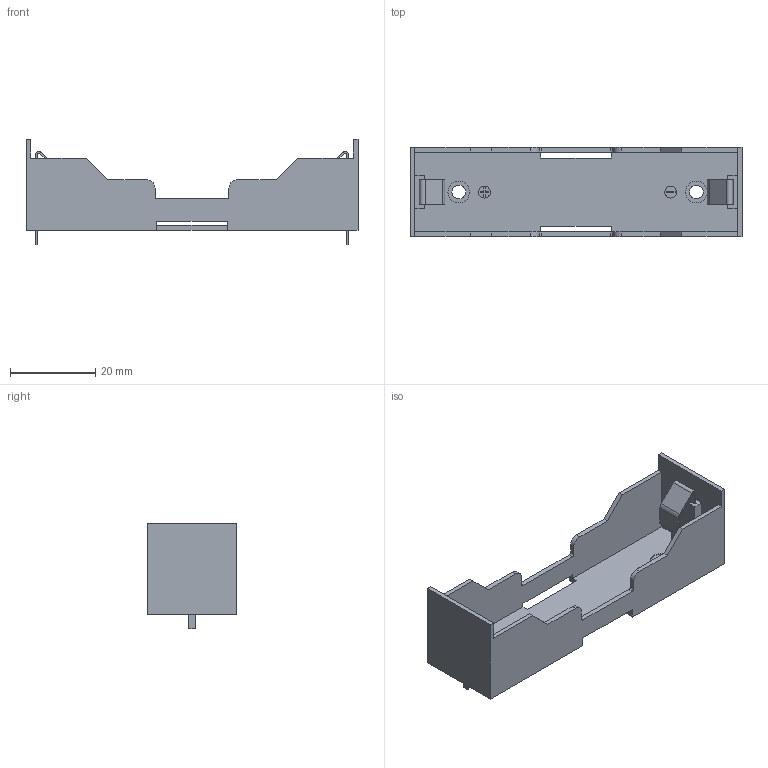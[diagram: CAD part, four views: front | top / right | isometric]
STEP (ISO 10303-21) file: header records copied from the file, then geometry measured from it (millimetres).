
FILE_DESCRIPTION(('FreeCAD Model'),'2;1');
FILE_NAME('Open CASCADE Shape Model','2023-07-29T20:32:10',( 'kicad StepUp'),('ksu MCAD'),'Open CASCADE STEP processor 7.6', 'FreeCAD','Unknown');
FILE_SCHEMA(('AUTOMOTIVE_DESIGN { 1 0 10303 214 1 1 1 1 }'));
Length unit declared in the file: millimetre
Products named in the file (1): Beilamoo_18650-PC2
Bounding box: 77.7 x 20.9 x 24.61 mm (x, y, z)
Volume: 5114.8 mm3; surface area: 9698.7 mm2
Topology: 3 solids, 3 shells, 147 faces, 420 edges, 280 vertices
Faces by surface type: plane 119, cylinder 28
Entity records: 5841 total; most frequent: CARTESIAN_POINT 848, ORIENTED_EDGE 840, DIRECTION 772, EDGE_CURVE 420, LINE 364, VECTOR 364, VERTEX_POINT 280, AXIS2_PLACEMENT_3D 204
